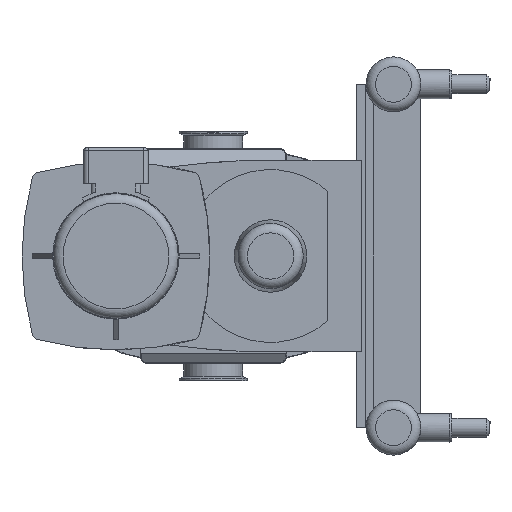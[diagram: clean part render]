
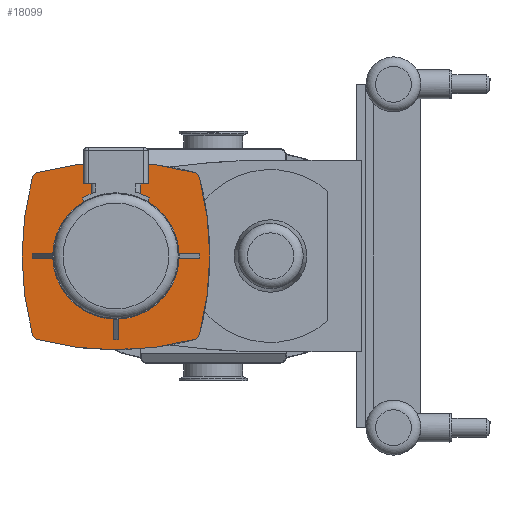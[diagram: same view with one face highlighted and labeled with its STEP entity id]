
A CAD part, left-side view. The second image highlights one B-rep face of the part: STEP entity #18099.
In plain terms, the highlighted planar face has unit normal (-1, 0, 0).
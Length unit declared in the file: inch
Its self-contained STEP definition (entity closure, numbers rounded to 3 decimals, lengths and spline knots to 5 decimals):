
#793=FACE_BOUND('',#3061,.T.);
#1000=PLANE('',#19342);
#1963=FACE_OUTER_BOUND('',#3060,.T.);
#3060=EDGE_LOOP('',(#13520,#13521,#13522,#13523,#13524,#13525,#13526,#13527));
#3061=EDGE_LOOP('',(#13528,#13529,#13530,#13531,#13532,#13533,#13534,#13535,
#13536,#13537,#13538,#13539,#13540,#13541,#13542,#13543));
#4365=LINE('',#28514,#5742);
#4369=LINE('',#28522,#5746);
#4372=LINE('',#28533,#5749);
#4376=LINE('',#28541,#5753);
#4379=LINE('',#28552,#5756);
#4383=LINE('',#28564,#5760);
#4386=LINE('',#28575,#5763);
#4390=LINE('',#28586,#5767);
#4392=LINE('',#28590,#5769);
#4395=LINE('',#28620,#5772);
#4396=LINE('',#28622,#5773);
#4397=LINE('',#28624,#5774);
#5742=VECTOR('',#22118,0.3937);
#5746=VECTOR('',#22124,0.3937);
#5749=VECTOR('',#22129,0.3937);
#5753=VECTOR('',#22135,0.3937);
#5756=VECTOR('',#22140,0.3937);
#5760=VECTOR('',#22146,0.3937);
#5763=VECTOR('',#22151,0.3937);
#5767=VECTOR('',#22157,0.3937);
#5769=VECTOR('',#22161,0.3937);
#5772=VECTOR('',#22188,0.3937);
#5773=VECTOR('',#22189,0.3937);
#5774=VECTOR('',#22190,0.3937);
#6907=CIRCLE('',#19343,0.39);
#6908=CIRCLE('',#19344,15.75);
#6909=CIRCLE('',#19345,0.39);
#6910=CIRCLE('',#19346,15.75);
#6911=CIRCLE('',#19347,0.39);
#6912=CIRCLE('',#19348,15.75);
#6913=CIRCLE('',#19349,0.39);
#6914=CIRCLE('',#19350,15.75);
#6915=CIRCLE('',#19351,2.50338);
#6916=CIRCLE('',#19352,2.50338);
#6917=CIRCLE('',#19353,2.50338);
#6918=CIRCLE('',#19354,2.50338);
#8139=VERTEX_POINT('',#28512);
#8140=VERTEX_POINT('',#28513);
#8143=VERTEX_POINT('',#28521);
#8146=VERTEX_POINT('',#28531);
#8147=VERTEX_POINT('',#28532);
#8150=VERTEX_POINT('',#28540);
#8153=VERTEX_POINT('',#28550);
#8154=VERTEX_POINT('',#28551);
#8158=VERTEX_POINT('',#28563);
#8161=VERTEX_POINT('',#28573);
#8162=VERTEX_POINT('',#28574);
#8166=VERTEX_POINT('',#28589);
#8169=VERTEX_POINT('',#28599);
#8170=VERTEX_POINT('',#28600);
#8171=VERTEX_POINT('',#28602);
#8172=VERTEX_POINT('',#28604);
#8173=VERTEX_POINT('',#28606);
#8174=VERTEX_POINT('',#28608);
#8175=VERTEX_POINT('',#28610);
#8176=VERTEX_POINT('',#28612);
#8177=VERTEX_POINT('',#28617);
#8178=VERTEX_POINT('',#28619);
#8179=VERTEX_POINT('',#28621);
#8180=VERTEX_POINT('',#28623);
#10123=EDGE_CURVE('',#8139,#8140,#4365,.T.);
#10127=EDGE_CURVE('',#8143,#8139,#4369,.T.);
#10131=EDGE_CURVE('',#8146,#8147,#4372,.T.);
#10135=EDGE_CURVE('',#8147,#8150,#4376,.T.);
#10139=EDGE_CURVE('',#8153,#8154,#4379,.T.);
#10144=EDGE_CURVE('',#8158,#8146,#4383,.T.);
#10148=EDGE_CURVE('',#8161,#8162,#4386,.T.);
#10153=EDGE_CURVE('',#8154,#8161,#4390,.T.);
#10155=EDGE_CURVE('',#8140,#8166,#4392,.T.);
#10159=EDGE_CURVE('',#8169,#8170,#6907,.T.);
#10160=EDGE_CURVE('',#8169,#8171,#6908,.T.);
#10161=EDGE_CURVE('',#8172,#8171,#6909,.T.);
#10162=EDGE_CURVE('',#8172,#8173,#6910,.T.);
#10163=EDGE_CURVE('',#8174,#8173,#6911,.T.);
#10164=EDGE_CURVE('',#8174,#8175,#6912,.T.);
#10165=EDGE_CURVE('',#8176,#8175,#6913,.T.);
#10166=EDGE_CURVE('',#8176,#8170,#6914,.T.);
#10167=EDGE_CURVE('',#8162,#8143,#6915,.T.);
#10168=EDGE_CURVE('',#8166,#8158,#6916,.T.);
#10169=EDGE_CURVE('',#8150,#8177,#6917,.T.);
#10170=EDGE_CURVE('',#8177,#8178,#4395,.T.);
#10171=EDGE_CURVE('',#8178,#8179,#4396,.T.);
#10172=EDGE_CURVE('',#8179,#8180,#4397,.T.);
#10173=EDGE_CURVE('',#8180,#8153,#6918,.T.);
#13520=ORIENTED_EDGE('',*,*,#10159,.F.);
#13521=ORIENTED_EDGE('',*,*,#10160,.T.);
#13522=ORIENTED_EDGE('',*,*,#10161,.F.);
#13523=ORIENTED_EDGE('',*,*,#10162,.T.);
#13524=ORIENTED_EDGE('',*,*,#10163,.F.);
#13525=ORIENTED_EDGE('',*,*,#10164,.T.);
#13526=ORIENTED_EDGE('',*,*,#10165,.F.);
#13527=ORIENTED_EDGE('',*,*,#10166,.T.);
#13528=ORIENTED_EDGE('',*,*,#10139,.T.);
#13529=ORIENTED_EDGE('',*,*,#10153,.T.);
#13530=ORIENTED_EDGE('',*,*,#10148,.T.);
#13531=ORIENTED_EDGE('',*,*,#10167,.T.);
#13532=ORIENTED_EDGE('',*,*,#10127,.T.);
#13533=ORIENTED_EDGE('',*,*,#10123,.T.);
#13534=ORIENTED_EDGE('',*,*,#10155,.T.);
#13535=ORIENTED_EDGE('',*,*,#10168,.T.);
#13536=ORIENTED_EDGE('',*,*,#10144,.T.);
#13537=ORIENTED_EDGE('',*,*,#10131,.T.);
#13538=ORIENTED_EDGE('',*,*,#10135,.T.);
#13539=ORIENTED_EDGE('',*,*,#10169,.T.);
#13540=ORIENTED_EDGE('',*,*,#10170,.T.);
#13541=ORIENTED_EDGE('',*,*,#10171,.T.);
#13542=ORIENTED_EDGE('',*,*,#10172,.T.);
#13543=ORIENTED_EDGE('',*,*,#10173,.T.);
#18099=ADVANCED_FACE('',(#1963,#793),#1000,.F.);
#19342=AXIS2_PLACEMENT_3D('',#28598,#22164,#22165);
#19343=AXIS2_PLACEMENT_3D('',#28601,#22166,#22167);
#19344=AXIS2_PLACEMENT_3D('',#28603,#22168,#22169);
#19345=AXIS2_PLACEMENT_3D('',#28605,#22170,#22171);
#19346=AXIS2_PLACEMENT_3D('',#28607,#22172,#22173);
#19347=AXIS2_PLACEMENT_3D('',#28609,#22174,#22175);
#19348=AXIS2_PLACEMENT_3D('',#28611,#22176,#22177);
#19349=AXIS2_PLACEMENT_3D('',#28613,#22178,#22179);
#19350=AXIS2_PLACEMENT_3D('',#28614,#22180,#22181);
#19351=AXIS2_PLACEMENT_3D('',#28615,#22182,#22183);
#19352=AXIS2_PLACEMENT_3D('',#28616,#22184,#22185);
#19353=AXIS2_PLACEMENT_3D('',#28618,#22186,#22187);
#19354=AXIS2_PLACEMENT_3D('',#28625,#22191,#22192);
#22118=DIRECTION('',(0.,0.,-1.));
#22124=DIRECTION('',(0.,-1.,0.));
#22129=DIRECTION('',(0.,1.,0.));
#22135=DIRECTION('',(0.,0.,1.));
#22140=DIRECTION('',(0.,0.,1.));
#22146=DIRECTION('',(0.,0.,-1.));
#22151=DIRECTION('',(0.,0.,-1.));
#22157=DIRECTION('',(0.,-1.,0.));
#22161=DIRECTION('',(0.,1.,0.));
#22164=DIRECTION('center_axis',(1.,0.,0.));
#22165=DIRECTION('ref_axis',(0.,0.,
-1.));
#22166=DIRECTION('center_axis',(1.,0.,0.));
#22167=DIRECTION('ref_axis',(0.,-0.707,0.707));
#22168=DIRECTION('center_axis',(-1.,0.,0.));
#22169=DIRECTION('ref_axis',(0.,-0.274,-0.962));
#22170=DIRECTION('center_axis',(1.,0.,0.));
#22171=DIRECTION('ref_axis',(0.,0.707,0.707));
#22172=DIRECTION('center_axis',(-1.,0.,0.));
#22173=DIRECTION('ref_axis',(0.,-0.962,0.274));
#22174=DIRECTION('center_axis',(1.,0.,0.));
#22175=DIRECTION('ref_axis',(0.,0.707,-0.707));
#22176=DIRECTION('center_axis',(-1.,0.,0.));
#22177=DIRECTION('ref_axis',(0.,0.274,0.962));
#22178=DIRECTION('center_axis',(1.,0.,0.));
#22179=DIRECTION('ref_axis',(0.,-0.707,-0.707));
#22180=DIRECTION('center_axis',(-1.,0.,0.));
#22181=DIRECTION('ref_axis',(0.,0.962,-0.274));
#22182=DIRECTION('center_axis',(1.,0.,0.));
#22183=DIRECTION('ref_axis',(0.,1.,0.));
#22184=DIRECTION('center_axis',(1.,0.,0.));
#22185=DIRECTION('ref_axis',(0.,1.,0.));
#22186=DIRECTION('center_axis',(1.,0.,0.));
#22187=DIRECTION('ref_axis',(0.,1.,0.));
#22188=DIRECTION('',(0.,1.,0.));
#22189=DIRECTION('',(0.,0.,1.));
#22190=DIRECTION('',(0.,-1.,0.));
#22191=DIRECTION('center_axis',(1.,0.,0.));
#22192=DIRECTION('ref_axis',(0.,1.,0.));
#28512=CARTESIAN_POINT('',(-28.256,0.72313,0.118));
#28513=CARTESIAN_POINT('',(-28.256,0.72313,-0.118));
#28514=CARTESIAN_POINT('',(-28.256,0.72313,0.));
#28521=CARTESIAN_POINT('',(-28.256,2.6094,0.118));
#28522=CARTESIAN_POINT('',(-28.256,4.13711,0.118));
#28531=CARTESIAN_POINT('',(-28.256,4.992,-4.38687));
#28532=CARTESIAN_POINT('',(-28.256,5.228,-4.38687));
#28533=CARTESIAN_POINT('',(-28.256,5.11,-4.38687));
#28540=CARTESIAN_POINT('',(-28.256,5.228,-2.5006));
#28541=CARTESIAN_POINT('',(-28.256,5.228,-0.97289));
#28550=CARTESIAN_POINT('',(-28.256,5.228,2.5006));
#28551=CARTESIAN_POINT('',(-28.256,5.228,4.38687));
#28552=CARTESIAN_POINT('',(-28.256,5.228,-0.97289));
#28563=CARTESIAN_POINT('',(-28.256,4.992,-2.5006));
#28564=CARTESIAN_POINT('',(-28.256,4.992,-0.97289));
#28573=CARTESIAN_POINT('',(-28.256,4.992,4.38687));
#28574=CARTESIAN_POINT('',(-28.256,4.992,2.5006));
#28575=CARTESIAN_POINT('',(-28.256,4.992,0.97289));
#28586=CARTESIAN_POINT('',(-28.256,5.11,4.38687));
#28589=CARTESIAN_POINT('',(-28.256,2.6094,-0.118));
#28590=CARTESIAN_POINT('',(-28.256,4.13711,-0.118));
#28598=CARTESIAN_POINT('Origin',(-28.256,5.11,0.));
#28599=CARTESIAN_POINT('',(-28.256,1.00721,4.37774));
#28600=CARTESIAN_POINT('',(-28.256,0.73226,4.10279));
#28601=CARTESIAN_POINT('Origin',(-28.256,1.1088,4.0012));
#28602=CARTESIAN_POINT('',(-28.256,9.21279,4.37774));
#28603=CARTESIAN_POINT('Origin',(-28.256,5.11,-10.8285));
#28604=CARTESIAN_POINT('',(-28.256,9.48774,4.10279));
#28605=CARTESIAN_POINT('Origin',(-28.256,9.1112,4.0012));
#28606=CARTESIAN_POINT('',(-28.256,9.48774,-4.10279));
#28607=CARTESIAN_POINT('Origin',(-28.256,-5.7185,0.));
#28608=CARTESIAN_POINT('',(-28.256,9.21279,-4.37774));
#28609=CARTESIAN_POINT('Origin',(-28.256,9.1112,-4.0012));
#28610=CARTESIAN_POINT('',(-28.256,1.00721,-4.37774));
#28611=CARTESIAN_POINT('Origin',(-28.256,5.11,10.8285));
#28612=CARTESIAN_POINT('',(-28.256,0.73226,-4.10279));
#28613=CARTESIAN_POINT('Origin',(-28.256,1.1088,-4.0012));
#28614=CARTESIAN_POINT('Origin',(-28.256,15.9385,0.));
#28615=CARTESIAN_POINT('Origin',(-28.256,5.11,0.));
#28616=CARTESIAN_POINT('Origin',(-28.256,5.11,0.));
#28617=CARTESIAN_POINT('',(-28.256,7.6106,-0.118));
#28618=CARTESIAN_POINT('Origin',(-28.256,5.11,0.));
#28619=CARTESIAN_POINT('',(-28.256,9.49687,-0.118));
#28620=CARTESIAN_POINT('',(-28.256,6.08289,-0.118));
#28621=CARTESIAN_POINT('',(-28.256,9.49687,0.118));
#28622=CARTESIAN_POINT('',(-28.256,9.49687,0.));
#28623=CARTESIAN_POINT('',(-28.256,7.6106,0.118));
#28624=CARTESIAN_POINT('',(-28.256,6.08289,0.118));
#28625=CARTESIAN_POINT('Origin',(-28.256,5.11,0.));
